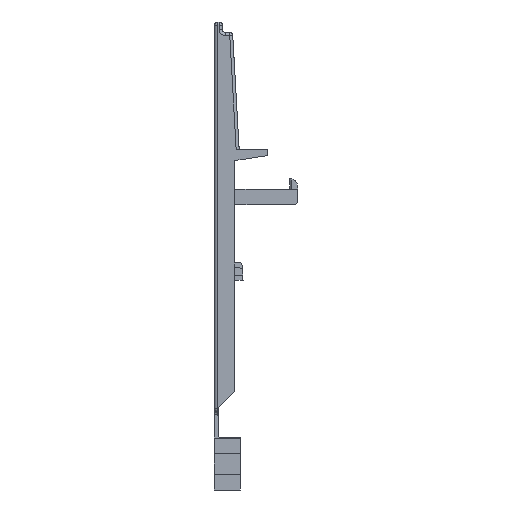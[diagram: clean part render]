
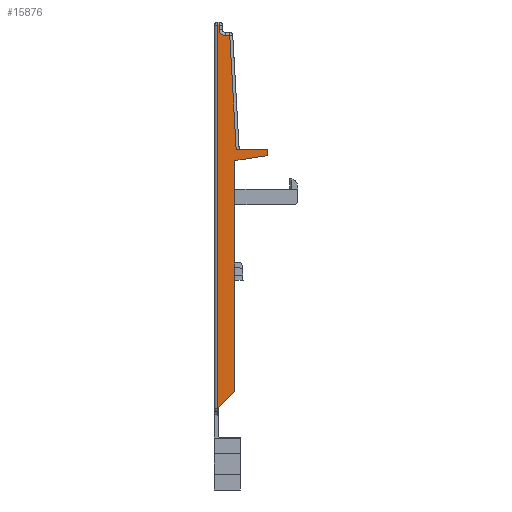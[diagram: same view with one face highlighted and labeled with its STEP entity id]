
A CAD part, left-side view. The second image highlights one B-rep face of the part: STEP entity #15876.
In plain terms, the highlighted planar face has unit normal (-1, 0, 0).
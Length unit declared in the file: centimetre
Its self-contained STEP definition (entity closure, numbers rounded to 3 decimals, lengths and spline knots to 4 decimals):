
#709=CIRCLE('',#17212,0.1473);
#1794=FACE_OUTER_BOUND('',#2717,.T.);
#2717=EDGE_LOOP('',(#14271,#14272,#14273,#14274,#14275,#14276,#14277,#14278,
#14279,#14280,#14281,#14282,#14283));
#4380=LINE('',#26302,#6126);
#4421=LINE('',#26436,#6167);
#4428=LINE('',#26473,#6174);
#4435=LINE('',#26529,#6181);
#4437=LINE('',#26532,#6183);
#4440=LINE('',#26536,#6186);
#4448=LINE('',#26548,#6194);
#4459=LINE('',#26569,#6205);
#4460=LINE('',#26571,#6206);
#4461=LINE('',#26572,#6207);
#4462=LINE('',#26574,#6208);
#4463=LINE('',#26575,#6209);
#6126=VECTOR('',#21422,1.);
#6167=VECTOR('',#21537,1.);
#6174=VECTOR('',#21582,1.);
#6181=VECTOR('',#21647,1.);
#6183=VECTOR('',#21651,1.);
#6186=VECTOR('',#21656,1.);
#6194=VECTOR('',#21672,1.);
#6205=VECTOR('',#21699,1.);
#6206=VECTOR('',#21700,1.);
#6207=VECTOR('',#21701,1.);
#6208=VECTOR('',#21702,1.);
#6209=VECTOR('',#21703,1.);
#7562=VERTEX_POINT('',#26299);
#7563=VERTEX_POINT('',#26301);
#7603=VERTEX_POINT('',#26425);
#7606=VERTEX_POINT('',#26432);
#7615=VERTEX_POINT('',#26463);
#7616=VERTEX_POINT('',#26464);
#7626=VERTEX_POINT('',#26493);
#7633=VERTEX_POINT('',#26512);
#7635=VERTEX_POINT('',#26517);
#7638=VERTEX_POINT('',#26527);
#7640=VERTEX_POINT('',#26568);
#7641=VERTEX_POINT('',#26570);
#7642=VERTEX_POINT('',#26573);
#9749=EDGE_CURVE('',#7562,#7563,#4380,.T.);
#9811=EDGE_CURVE('',#7603,#7606,#4421,.T.);
#9825=EDGE_CURVE('',#7615,#7616,#709,.T.);
#9830=EDGE_CURVE('',#7616,#7603,#4428,.T.);
#9856=EDGE_CURVE('',#7638,#7635,#4435,.T.);
#9858=EDGE_CURVE('',#7635,#7633,#4437,.T.);
#9861=EDGE_CURVE('',#7633,#7626,#4440,.T.);
#9869=EDGE_CURVE('',#7626,#7615,#4448,.T.);
#9881=EDGE_CURVE('',#7606,#7640,#4459,.T.);
#9882=EDGE_CURVE('',#7641,#7638,#4460,.T.);
#9883=EDGE_CURVE('',#7563,#7641,#4461,.T.);
#9884=EDGE_CURVE('',#7642,#7562,#4462,.T.);
#9885=EDGE_CURVE('',#7640,#7642,#4463,.T.);
#14271=ORIENTED_EDGE('',*,*,#9881,.F.);
#14272=ORIENTED_EDGE('',*,*,#9811,.F.);
#14273=ORIENTED_EDGE('',*,*,#9830,.F.);
#14274=ORIENTED_EDGE('',*,*,#9825,.F.);
#14275=ORIENTED_EDGE('',*,*,#9869,.F.);
#14276=ORIENTED_EDGE('',*,*,#9861,.F.);
#14277=ORIENTED_EDGE('',*,*,#9858,.F.);
#14278=ORIENTED_EDGE('',*,*,#9856,.F.);
#14279=ORIENTED_EDGE('',*,*,#9882,.F.);
#14280=ORIENTED_EDGE('',*,*,#9883,.F.);
#14281=ORIENTED_EDGE('',*,*,#9749,.F.);
#14282=ORIENTED_EDGE('',*,*,#9884,.F.);
#14283=ORIENTED_EDGE('',*,*,#9885,.F.);
#14989=PLANE('',#17259);
#15876=ADVANCED_FACE('',(#1794),#14989,.T.);
#17212=AXIS2_PLACEMENT_3D('',#26465,#21571,#21572);
#17259=AXIS2_PLACEMENT_3D('',#26567,#21697,#21698);
#21422=DIRECTION('',(0.,0.,-1.));
#21537=DIRECTION('',(0.,-0.056,-0.998));
#21571=DIRECTION('center_axis',(-1.,0.,0.));
#21572=DIRECTION('ref_axis',(0.,0.707,-0.707));
#21582=DIRECTION('',(0.,-1.,0.));
#21647=DIRECTION('',(0.,1.,0.));
#21651=DIRECTION('',(0.,0.,1.));
#21656=DIRECTION('',(0.,-1.,0.));
#21672=DIRECTION('',(0.,0.,-1.));
#21697=DIRECTION('center_axis',(-1.,0.,0.));
#21698=DIRECTION('ref_axis',(0.,0.,-1.));
#21699=DIRECTION('',(0.,-1.,0.));
#21700=DIRECTION('',(0.,0.,-1.));
#21701=DIRECTION('',(0.,0.707,-0.707));
#21702=DIRECTION('',(0.,0.988,-0.151));
#21703=DIRECTION('',(0.,0.,-1.));
#26299=CARTESIAN_POINT('',(0.05,-0.5,6.1405));
#26301=CARTESIAN_POINT('',(0.05,-0.5,0.5));
#26302=CARTESIAN_POINT('',(0.05,-0.5,5.0125));
#26425=CARTESIAN_POINT('',(0.05,-0.3748,9.1973));
#26432=CARTESIAN_POINT('',(0.05,-0.5307,6.4135));
#26436=CARTESIAN_POINT('',(0.05,-0.4432,7.9771));
#26463=CARTESIAN_POINT('',(0.05,-0.1168,9.3447));
#26464=CARTESIAN_POINT('',(0.05,-0.2642,9.1973));
#26465=CARTESIAN_POINT('Origin',(0.05,-0.2642,9.3447));
#26473=CARTESIAN_POINT('',(0.05,-0.2223,9.1973));
#26493=CARTESIAN_POINT('',(0.05,-0.1168,9.4513));
#26512=CARTESIAN_POINT('',(0.05,-0.0737,9.4513));
#26517=CARTESIAN_POINT('',(0.05,-0.0737,0.0737));
#26527=CARTESIAN_POINT('',(0.05,-0.1016,0.0737));
#26529=CARTESIAN_POINT('',(0.05,0.,0.0737));
#26532=CARTESIAN_POINT('',(0.05,-0.0737,7.1438));
#26536=CARTESIAN_POINT('',(0.05,0.,9.4513));
#26548=CARTESIAN_POINT('',(0.05,-0.1168,9.398));
#26567=CARTESIAN_POINT('Origin',(0.05,0.,9.525));
#26568=CARTESIAN_POINT('',(0.05,-1.303,6.4135));
#26569=CARTESIAN_POINT('',(0.05,-0.6515,6.4135));
#26570=CARTESIAN_POINT('',(0.05,-0.1016,0.1016));
#26571=CARTESIAN_POINT('',(0.05,-0.1016,4.7625));
#26572=CARTESIAN_POINT('',(0.05,-2.4321,2.4321));
#26573=CARTESIAN_POINT('',(0.05,-1.303,6.2635));
#26574=CARTESIAN_POINT('',(0.05,-0.5089,6.1419));
#26575=CARTESIAN_POINT('',(0.05,-1.303,7.8943));
